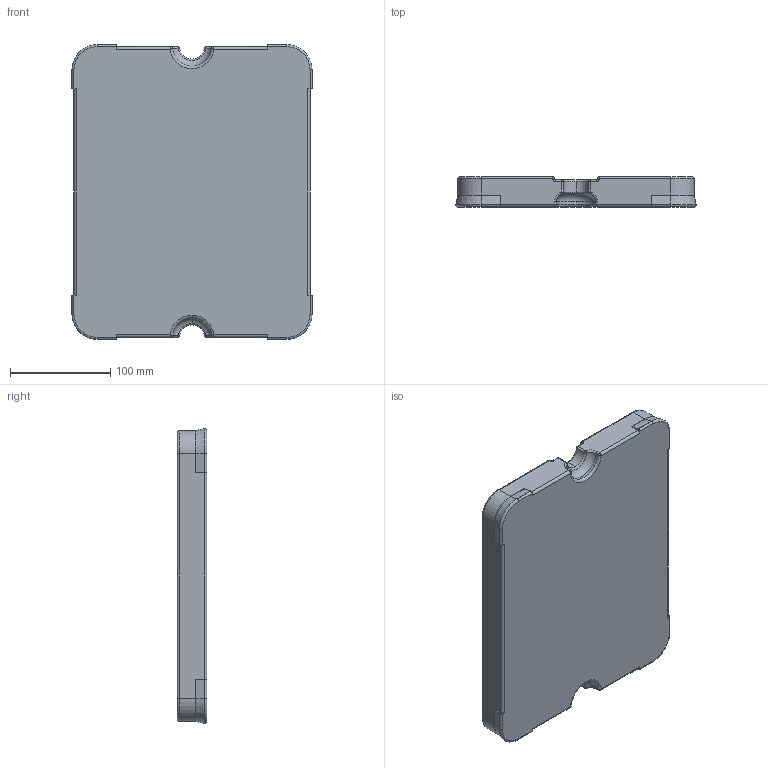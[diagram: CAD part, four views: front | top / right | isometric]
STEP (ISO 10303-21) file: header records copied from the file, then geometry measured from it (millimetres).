
FILE_DESCRIPTION (( 'STEP AP214' ), '1' );
FILE_NAME ('2268-24000-08H-LidFoam.STEP', '2015-02-03T16:17:59', ( '' ), ( '' ), 'SwSTEP 2.0', 'SolidWorks 2012', '' );
FILE_SCHEMA (( 'AUTOMOTIVE_DESIGN' ));
Length unit declared in the file: millimetre
Products named in the file (1): 2268-24000-08H-LidFoam
Bounding box: 239.41 x 29.75 x 293.91 mm (x, y, z)
Volume: 1744268.4 mm3; surface area: 168888.4 mm2
Topology: 1 solids, 1 shells, 182 faces, 433 edges, 237 vertices
Faces by surface type: cylinder 70, torus 38, plane 34, bspline 16, sphere 16, cone 8
Entity records: 6006 total; most frequent: CARTESIAN_POINT 1837, DIRECTION 940, ORIENTED_EDGE 834, EDGE_CURVE 417, AXIS2_PLACEMENT_3D 388, VERTEX_POINT 237, CIRCLE 221, FACE_OUTER_BOUND 182
